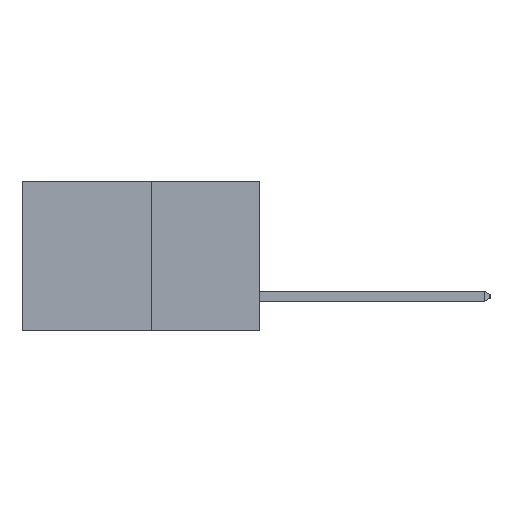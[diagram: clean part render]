
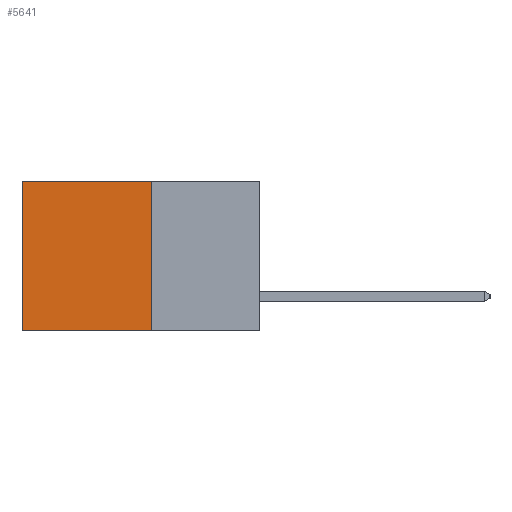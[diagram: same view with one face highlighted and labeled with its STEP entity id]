
A CAD part, left-side view. The second image highlights one B-rep face of the part: STEP entity #5641.
In plain terms, the highlighted planar face has unit normal (-1, 0, 0).
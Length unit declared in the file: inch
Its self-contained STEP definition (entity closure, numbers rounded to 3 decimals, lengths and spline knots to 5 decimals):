
#39 = VECTOR ( 'NONE', #2518, 39.37008 ) ;
#1654 = AXIS2_PLACEMENT_3D ( 'NONE', #15313, #15144, #15121 ) ;
#1696 = ORIENTED_EDGE ( 'NONE', *, *, #11474, .F. ) ;
#2462 = CARTESIAN_POINT ( 'NONE',  ( 0.277, 0.59, -0.37 ) ) ;
#2518 = DIRECTION ( 'NONE',  ( 0., 1., 0. ) ) ;
#2724 = CARTESIAN_POINT ( 'NONE',  ( 0.277, 0.27, 0. ) ) ;
#5641 = ADVANCED_FACE ( 'NONE', ( #12255 ), #15355, .F. ) ;
#6179 = LINE ( 'NONE', #8382, #16339 ) ;
#6406 = CARTESIAN_POINT ( 'NONE',  ( 0.277, 0.27, -0.37 ) ) ;
#7128 = CARTESIAN_POINT ( 'NONE',  ( 0.277, 0.27, 0. ) ) ;
#7448 = VERTEX_POINT ( 'NONE', #12572 ) ;
#7690 = VERTEX_POINT ( 'NONE', #6406 ) ;
#7849 = EDGE_CURVE ( 'NONE', #15951, #7448, #21029, .T. ) ;
#8382 = CARTESIAN_POINT ( 'NONE',  ( 0.277, 0.27, -0.37 ) ) ;
#11474 = EDGE_CURVE ( 'NONE', #7690, #21009, #13809, .T. ) ;
#11507 = VECTOR ( 'NONE', #13129, 39.37008 ) ;
#12255 = FACE_OUTER_BOUND ( 'NONE', #20065, .T. ) ;
#12572 = CARTESIAN_POINT ( 'NONE',  ( 0.277, 0.59, 0. ) ) ;
#13129 = DIRECTION ( 'NONE',  ( 0., 0., -1. ) ) ;
#13809 = LINE ( 'NONE', #16788, #23320 ) ;
#15121 = DIRECTION ( 'NONE',  ( 0., 0., -1. ) ) ;
#15144 = DIRECTION ( 'NONE',  ( 1., 0., 0. ) ) ;
#15313 = CARTESIAN_POINT ( 'NONE',  ( 0.277, 0.27, -0.37 ) ) ;
#15333 = EDGE_CURVE ( 'NONE', #7448, #21009, #17178, .T. ) ;
#15355 = PLANE ( 'NONE',  #1654 ) ;
#15951 = VERTEX_POINT ( 'NONE', #7128 ) ;
#16339 = VECTOR ( 'NONE', #21715, 39.37008 ) ;
#16788 = CARTESIAN_POINT ( 'NONE',  ( 0.277, 0.27, -0.37 ) ) ;
#17178 = LINE ( 'NONE', #22603, #11507 ) ;
#18682 = ORIENTED_EDGE ( 'NONE', *, *, #15333, .T. ) ;
#18710 = DIRECTION ( 'NONE',  ( 0., 1., 0. ) ) ;
#20065 = EDGE_LOOP ( 'NONE', ( #18682, #1696, #21108, #20511 ) ) ;
#20511 = ORIENTED_EDGE ( 'NONE', *, *, #7849, .T. ) ;
#21009 = VERTEX_POINT ( 'NONE', #2462 ) ;
#21029 = LINE ( 'NONE', #2724, #39 ) ;
#21108 = ORIENTED_EDGE ( 'NONE', *, *, #24198, .F. ) ;
#21715 = DIRECTION ( 'NONE',  ( 0., 0., -1. ) ) ;
#22603 = CARTESIAN_POINT ( 'NONE',  ( 0.277, 0.59, -0.37 ) ) ;
#23320 = VECTOR ( 'NONE', #18710, 39.37008 ) ;
#24198 = EDGE_CURVE ( 'NONE', #15951, #7690, #6179, .T. ) ;
